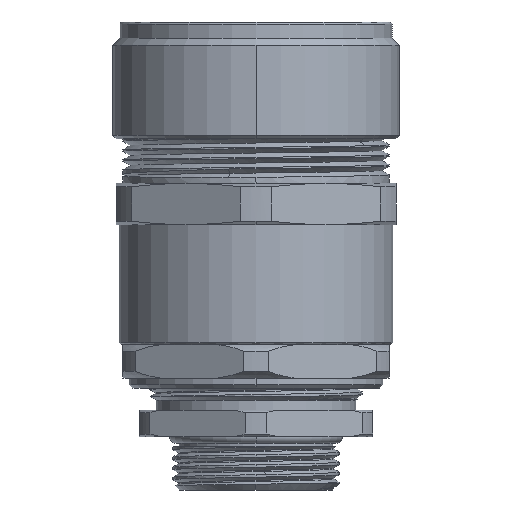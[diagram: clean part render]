
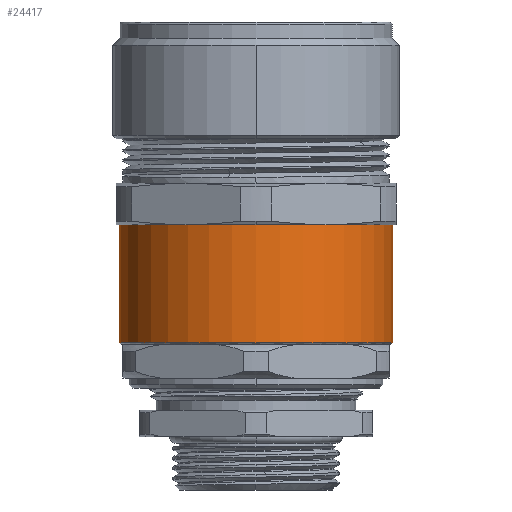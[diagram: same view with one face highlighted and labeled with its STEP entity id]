
A CAD part, left-side view. The second image highlights one B-rep face of the part: STEP entity #24417.
In plain terms, the highlighted cylindrical face has radius 20.5 mm (diameter 41 mm), a partial arc.
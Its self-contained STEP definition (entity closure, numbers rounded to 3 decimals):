
#646=DIRECTION('',(0.,0.,-1.));
#647=VECTOR('',#646,17.7);
#648=CARTESIAN_POINT('',(0.,20.5,24.5));
#649=LINE('',#648,#647);
#650=CARTESIAN_POINT('',(0.,0.,6.8));
#651=DIRECTION('',(0.,0.,-1.));
#652=DIRECTION('',(0.,-1.,0.));
#653=AXIS2_PLACEMENT_3D('',#650,#651,#652);
#655=DIRECTION('',(0.,0.,-1.));
#656=VECTOR('',#655,17.7);
#657=CARTESIAN_POINT('',(0.,-20.5,24.5));
#658=LINE('',#657,#656);
#694=CARTESIAN_POINT('',(0.,0.,24.5));
#695=DIRECTION('',(0.,0.,-1.));
#696=DIRECTION('',(0.,-1.,0.));
#697=AXIS2_PLACEMENT_3D('',#694,#695,#696);
#22513=CARTESIAN_POINT('',(0.,20.5,24.5));
#22514=CARTESIAN_POINT('',(0.,-20.5,24.5));
#22515=VERTEX_POINT('',#22513);
#22516=VERTEX_POINT('',#22514);
#22593=CARTESIAN_POINT('',(0.,-20.5,6.8));
#22594=CARTESIAN_POINT('',(0.,20.5,6.8));
#22595=VERTEX_POINT('',#22593);
#22596=VERTEX_POINT('',#22594);
#24405=CARTESIAN_POINT('',(0.,0.,24.5));
#24406=DIRECTION('',(0.,0.,-1.));
#24407=DIRECTION('',(0.,1.,0.));
#24408=AXIS2_PLACEMENT_3D('',#24405,#24406,#24407);
#24409=CYLINDRICAL_SURFACE('',#24408,20.5);
#24410=ORIENTED_EDGE('',*,*,#23902,.T.);
#24411=ORIENTED_EDGE('',*,*,#24400,.F.);
#24413=ORIENTED_EDGE('',*,*,#24412,.F.);
#24414=ORIENTED_EDGE('',*,*,#24396,.T.);
#24415=EDGE_LOOP('',(#24410,#24411,#24413,#24414));
#24416=FACE_OUTER_BOUND('',#24415,.F.);
#654=CIRCLE('',#653,20.5);
#698=CIRCLE('',#697,20.5);
#23902=EDGE_CURVE('',#22595,#22596,#654,.T.);
#24396=EDGE_CURVE('',#22516,#22595,#658,.T.);
#24400=EDGE_CURVE('',#22515,#22596,#649,.T.);
#24412=EDGE_CURVE('',#22516,#22515,#698,.T.);
#24417=ADVANCED_FACE('',(#24416),#24409,.T.);
